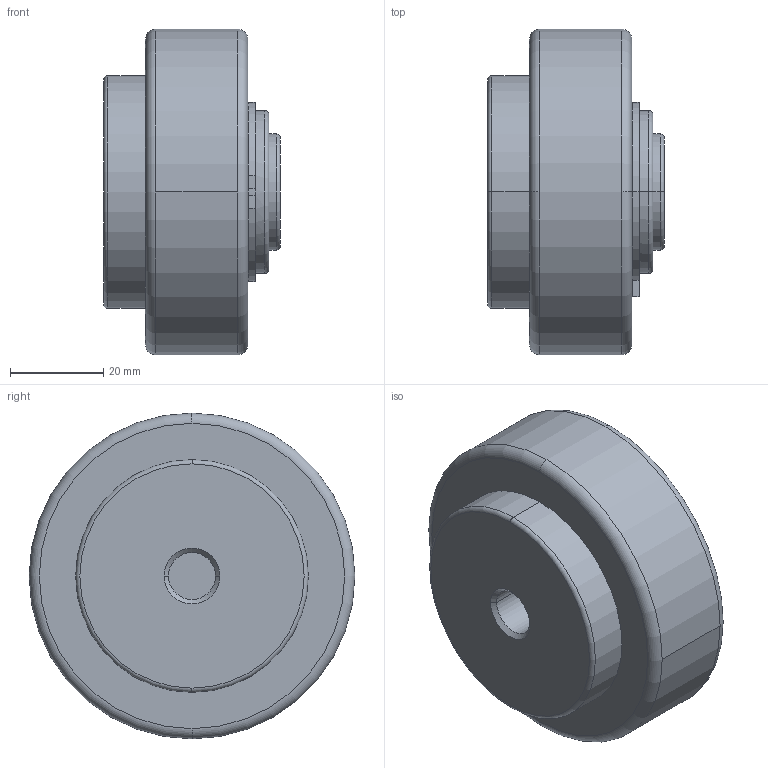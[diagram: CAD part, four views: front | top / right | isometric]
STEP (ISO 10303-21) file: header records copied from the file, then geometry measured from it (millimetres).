
FILE_DESCRIPTION(('STEP AP203'),'1');
FILE_NAME('4_055_inox_200_002_029.stp','2014-08-06T06:29:16',('TraceParts'),('TraceParts S.A.'),'XStep 1.0',' ',' ');
FILE_SCHEMA(('CONFIG_CONTROL_DESIGN'));
Length unit declared in the file: millimetre
Products named in the file (1): 1
Bounding box: 38 x 70 x 70 mm (x, y, z)
Volume: 105541.2 mm3; surface area: 15894.9 mm2
Topology: 1 solids, 1 shells, 56 faces, 138 edges, 90 vertices
Faces by surface type: cylinder 24, plane 18, torus 10, cone 4
Entity records: 1754 total; most frequent: DIRECTION 340, CARTESIAN_POINT 285, ORIENTED_EDGE 276, AXIS2_PLACEMENT_3D 145, EDGE_CURVE 138, VERTEX_POINT 90, CIRCLE 88, EDGE_LOOP 66
